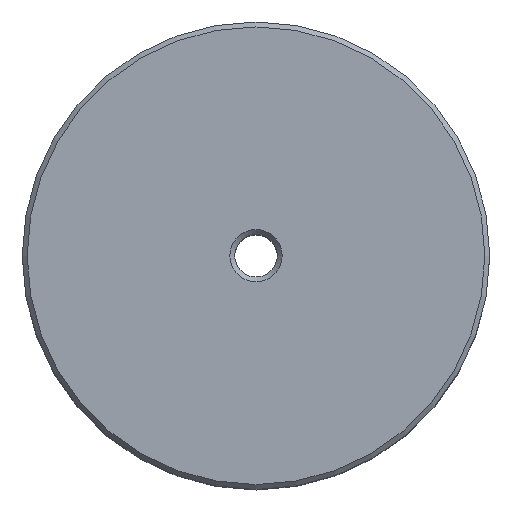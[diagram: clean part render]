
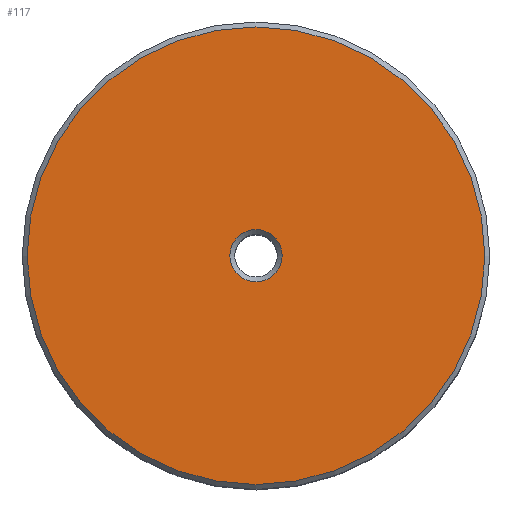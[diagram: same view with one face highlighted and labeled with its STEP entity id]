
A CAD part, top view. The second image highlights one B-rep face of the part: STEP entity #117.
In plain terms, the highlighted planar face has unit normal (0, 0, 1).
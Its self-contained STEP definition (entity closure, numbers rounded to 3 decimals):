
#19=FACE_BOUND('',#33,.T.);
#21=PLANE('',#141);
#24=FACE_OUTER_BOUND('',#32,.T.);
#32=EDGE_LOOP('',(#88));
#33=EDGE_LOOP('',(#89));
#49=CIRCLE('',#139,18.6);
#51=CIRCLE('',#142,2.125);
#60=VERTEX_POINT('',#203);
#62=VERTEX_POINT('',#209);
#69=EDGE_CURVE('',#60,#60,#49,.T.);
#72=EDGE_CURVE('',#62,#62,#51,.T.);
#88=ORIENTED_EDGE('',*,*,#69,.F.);
#89=ORIENTED_EDGE('',*,*,#72,.F.);
#117=ADVANCED_FACE('',(#24,#19),#21,.T.);
#139=AXIS2_PLACEMENT_3D('',#204,#161,#162);
#141=AXIS2_PLACEMENT_3D('',#208,#166,#167);
#142=AXIS2_PLACEMENT_3D('',#210,#168,#169);
#161=DIRECTION('center_axis',(0.,0.,-1.));
#162=DIRECTION('ref_axis',(1.,0.,0.));
#166=DIRECTION('center_axis',(0.,0.,1.));
#167=DIRECTION('ref_axis',(1.,0.,0.));
#168=DIRECTION('center_axis',(0.,0.,1.));
#169=DIRECTION('ref_axis',(1.,0.,0.));
#203=CARTESIAN_POINT('',(-18.6,0.,25.));
#204=CARTESIAN_POINT('Origin',(0.,0.,25.));
#208=CARTESIAN_POINT('Origin',(0.,0.,25.));
#209=CARTESIAN_POINT('',(-2.125,0.,25.));
#210=CARTESIAN_POINT('Origin',(0.,0.,25.));
